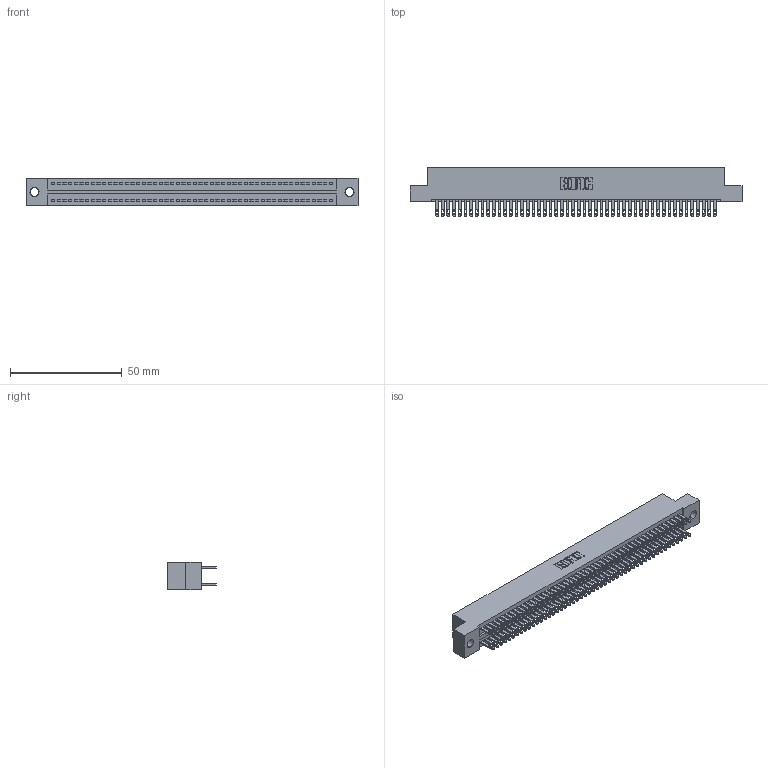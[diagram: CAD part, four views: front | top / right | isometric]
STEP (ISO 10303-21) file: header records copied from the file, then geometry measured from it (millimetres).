
FILE_DESCRIPTION (( 'STEP AP203' ), '1' );
FILE_NAME ('325-100-500-209.STEP', '2020-02-25T06:35:36', ( '' ), ( '' ), 'SwSTEP 2.0', 'SolidWorks 2016', '' );
FILE_SCHEMA (( 'CONFIG_CONTROL_DESIGN' ));
Length unit declared in the file: inch
Products named in the file (3): 325-292-001_325-293-100; 325 Part_.160 TH; 325-100-500-209
Assembly tree (101 placements, depth 2):
  325-100-500-209
    325 Part_.160 TH
    325-292-001_325-293-100  x100
Bounding box: 148.72 x 21.84 x 12.45 mm (x, y, z)
Volume: 19345.3 mm3; surface area: 24570.7 mm2
Topology: 101 solids, 101 shells, 4914 faces, 15011 edges, 10006 vertices
Faces by surface type: plane 3070, cylinder 1844
Entity records: 31065 total; most frequent: CARTESIAN_POINT 5138, ORIENTED_EDGE 5074, DIRECTION 4377, EDGE_CURVE 2537, VECTOR 2405, LINE 2405, VERTEX_POINT 1690, AXIS2_PLACEMENT_3D 986
